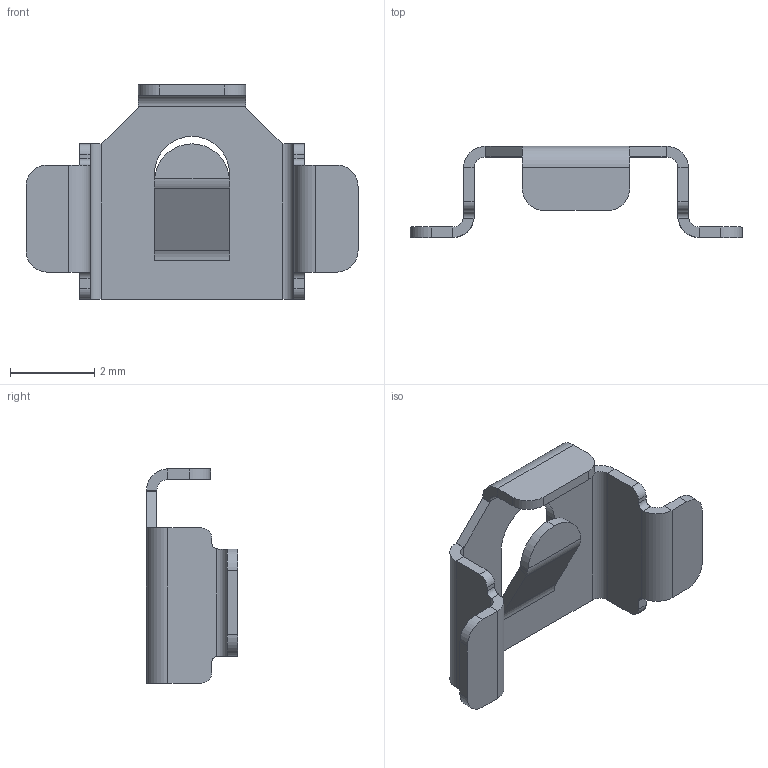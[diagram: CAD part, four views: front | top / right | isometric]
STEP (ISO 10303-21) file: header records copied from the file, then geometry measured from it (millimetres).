
FILE_DESCRIPTION (( 'STEP AP214' ), '1' );
FILE_NAME ('BK-414.STEP', '2019-12-30T09:00:01', ( '' ), ( '' ), 'SwSTEP 2.0', 'SolidWorks 2017', '' );
FILE_SCHEMA (( 'AUTOMOTIVE_DESIGN' ));
Length unit declared in the file: millimetre
Products named in the file (1): BK-414
Bounding box: 7.87 x 2.16 x 5.08 mm (x, y, z)
Volume: 10.9 mm3; surface area: 97.9 mm2
Topology: 1 solids, 1 shells, 90 faces, 224 edges, 136 vertices
Faces by surface type: plane 58, cylinder 32
Entity records: 2682 total; most frequent: CARTESIAN_POINT 487, DIRECTION 458, ORIENTED_EDGE 448, EDGE_CURVE 224, AXIS2_PLACEMENT_3D 155, LINE 148, VECTOR 148, VERTEX_POINT 136
